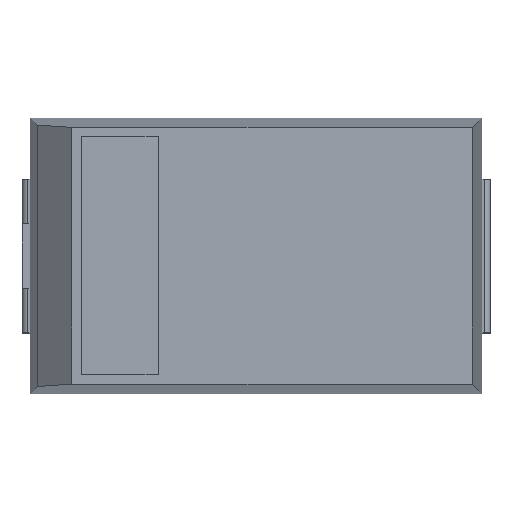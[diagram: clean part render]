
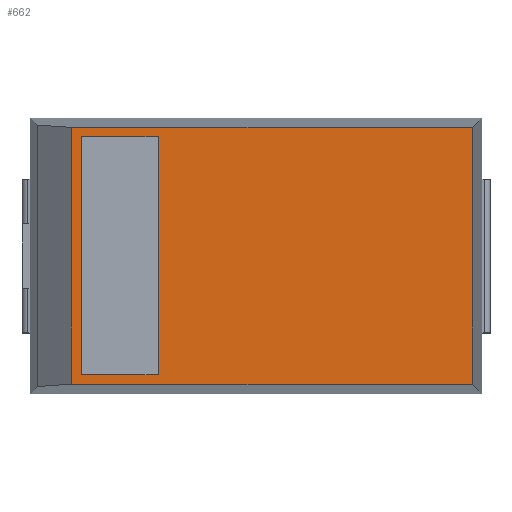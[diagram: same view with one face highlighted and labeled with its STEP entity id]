
A CAD part, top view. The second image highlights one B-rep face of the part: STEP entity #662.
In plain terms, the highlighted planar face has unit normal (0, 0, 1).
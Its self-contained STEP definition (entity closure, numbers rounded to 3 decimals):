
#235=DIRECTION('',(0.,0.,-1.));
#268=VECTOR('',#269,1.);
#269=DIRECTION('',(0.,1.,0.));
#294=VECTOR('',#295,1.);
#295=DIRECTION('',(1.,0.,0.));
#302=VECTOR('',#303,1.);
#303=DIRECTION('',(0.,-1.,0.));
#322=VECTOR('',#323,1.);
#323=DIRECTION('',(-1.,0.,0.));
#379=VERTEX_POINT('',#380);
#380=CARTESIAN_POINT('',(3.373,2.003,3.8));
#382=ORIENTED_EDGE('',*,*,#383,.F.);
#383=EDGE_CURVE('',#384,#379,#386,.T.);
#384=VERTEX_POINT('',#385);
#385=CARTESIAN_POINT('',(3.373,-2.003,3.8));
#386=LINE('',#385,#268);
#619=ORIENTED_EDGE('',*,*,#620,.F.);
#620=EDGE_CURVE('',#621,#384,#623,.T.);
#621=VERTEX_POINT('',#622);
#622=CARTESIAN_POINT('',(-2.873,-2.003,3.8));
#623=LINE('',#624,#294);
#624=CARTESIAN_POINT('',(-3.373,-2.003,3.8));
#650=VERTEX_POINT('',#651);
#651=CARTESIAN_POINT('',(-2.873,2.003,3.8));
#656=ORIENTED_EDGE('',*,*,#657,.F.);
#657=EDGE_CURVE('',#379,#650,#658,.T.);
#658=LINE('',#380,#322);
#662=ADVANCED_FACE('',(#663,#673),#695,.F.);
#663=FACE_BOUND('',#664,.F.);
#664=EDGE_LOOP('',(#656,#382,#619,#665));
#665=ORIENTED_EDGE('',*,*,#666,.F.);
#666=EDGE_CURVE('',#650,#621,#667,.T.);
#667=B_SPLINE_CURVE_WITH_KNOTS('',2,(#668,#669,#670,#671,#672),.UNSPECIFIED.,.F.,.F.,(3,1,1,3),(-0.28,-0.035,4.041,4.287),.UNSPECIFIED.);
#668=CARTESIAN_POINT('',(-2.873,2.283,3.8));
#669=CARTESIAN_POINT('',(-2.873,2.161,3.8));
#670=CARTESIAN_POINT('',(-2.873,0.,3.8));
#671=CARTESIAN_POINT('',(-2.873,-2.161,3.8));
#672=CARTESIAN_POINT('',(-2.873,-2.283,3.8));
#673=FACE_BOUND('',#674,.F.);
#674=EDGE_LOOP('',(#675,#682,#687,#692));
#675=ORIENTED_EDGE('',*,*,#676,.T.);
#676=EDGE_CURVE('',#677,#679,#681,.T.);
#677=VERTEX_POINT('',#678);
#678=CARTESIAN_POINT('',(-1.526,1.856,3.8));
#679=VERTEX_POINT('',#680);
#680=CARTESIAN_POINT('',(-2.726,1.856,3.8));
#681=LINE('',#678,#322);
#682=ORIENTED_EDGE('',*,*,#683,.T.);
#683=EDGE_CURVE('',#679,#684,#686,.T.);
#684=VERTEX_POINT('',#685);
#685=CARTESIAN_POINT('',(-2.726,-1.856,3.8));
#686=LINE('',#680,#302);
#687=ORIENTED_EDGE('',*,*,#688,.T.);
#688=EDGE_CURVE('',#684,#689,#691,.T.);
#689=VERTEX_POINT('',#690);
#690=CARTESIAN_POINT('',(-1.526,-1.856,3.8));
#691=LINE('',#685,#294);
#692=ORIENTED_EDGE('',*,*,#693,.T.);
#693=EDGE_CURVE('',#689,#677,#694,.T.);
#694=LINE('',#690,#268);
#695=PLANE('',#696);
#696=AXIS2_PLACEMENT_3D('',#385,#235,#697);
#697=DIRECTION('',(-0.86,0.511,0.));
